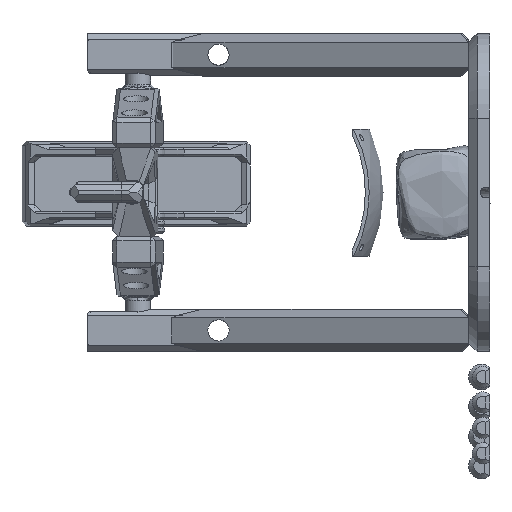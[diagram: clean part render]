
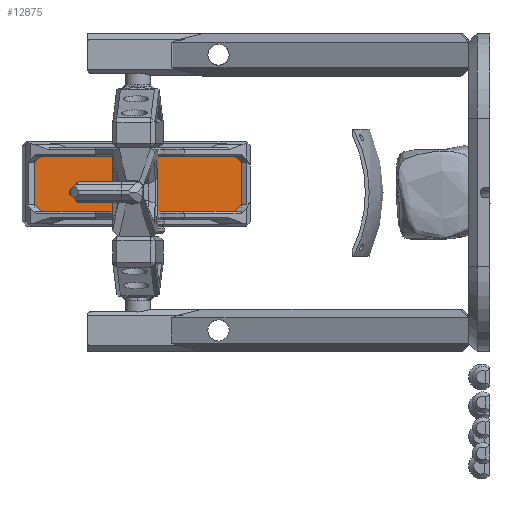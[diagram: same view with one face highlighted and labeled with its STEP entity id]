
A CAD part, left-side view. The second image highlights one B-rep face of the part: STEP entity #12875.
In plain terms, the highlighted face is planar.
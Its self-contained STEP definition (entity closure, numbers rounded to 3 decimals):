
#1322=LINE('',#21343,#2722);
#1332=LINE('',#21363,#2732);
#1369=LINE('',#21453,#2769);
#1419=LINE('',#21565,#2819);
#2722=VECTOR('',#16042,10.);
#2732=VECTOR('',#16054,10.);
#2769=VECTOR('',#16119,10.);
#2819=VECTOR('',#16205,10.);
#3751=PLANE('',#14028);
#4384=FACE_OUTER_BOUND('',#5175,.T.);
#5175=EDGE_LOOP('',(#10473,#10474,#10475,#10476));
#6269=VERTEX_POINT('',#21337);
#6271=VERTEX_POINT('',#21341);
#6280=VERTEX_POINT('',#21361);
#6313=VERTEX_POINT('',#21452);
#7714=EDGE_CURVE('',#6271,#6269,#1322,.T.);
#7724=EDGE_CURVE('',#6280,#6271,#1332,.T.);
#7764=EDGE_CURVE('',#6269,#6313,#1369,.T.);
#7818=EDGE_CURVE('',#6313,#6280,#1419,.T.);
#10473=ORIENTED_EDGE('',*,*,#7714,.F.);
#10474=ORIENTED_EDGE('',*,*,#7724,.F.);
#10475=ORIENTED_EDGE('',*,*,#7818,.F.);
#10476=ORIENTED_EDGE('',*,*,#7764,.F.);
#12875=ADVANCED_FACE('',(#4384),#3751,.T.);
#14028=AXIS2_PLACEMENT_3D('',#21564,#16203,#16204);
#16042=DIRECTION('',(-1.,0.,0.));
#16054=DIRECTION('',(0.,0.,1.));
#16119=DIRECTION('',(0.,0.,-1.));
#16203=DIRECTION('center_axis',(0.,1.,0.));
#16204=DIRECTION('ref_axis',(1.,0.,0.));
#16205=DIRECTION('',(1.,0.,0.));
#21337=CARTESIAN_POINT('',(80.,66.1,-31.));
#21341=CARTESIAN_POINT('',(129.,66.1,-31.));
#21343=CARTESIAN_POINT('',(98.375,66.1,-31.));
#21361=CARTESIAN_POINT('',(129.,66.1,-46.));
#21363=CARTESIAN_POINT('',(129.,66.1,-37.5));
#21452=CARTESIAN_POINT('',(80.,66.1,-46.));
#21453=CARTESIAN_POINT('',(80.,66.1,-37.5));
#21564=CARTESIAN_POINT('Origin',(80.,66.1,-29.));
#21565=CARTESIAN_POINT('',(116.75,66.1,-46.));
